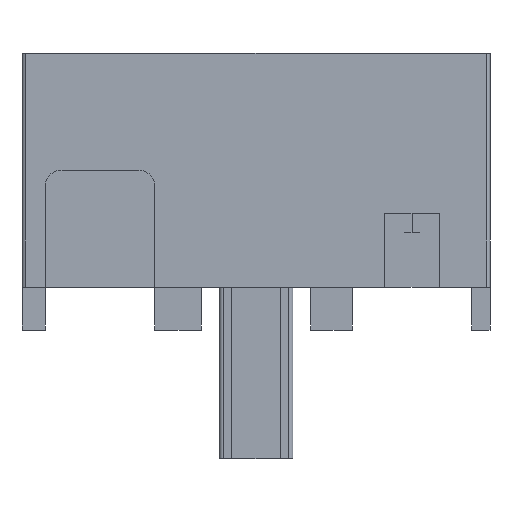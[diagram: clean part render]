
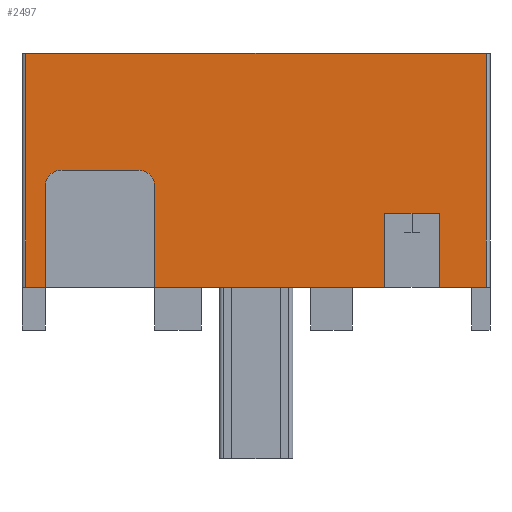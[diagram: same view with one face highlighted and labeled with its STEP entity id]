
A CAD part, front view. The second image highlights one B-rep face of the part: STEP entity #2497.
In plain terms, the highlighted planar face has unit normal (0, -1, 0).
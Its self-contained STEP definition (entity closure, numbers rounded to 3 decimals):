
#53=PLANE('',#2665);
#167=FACE_OUTER_BOUND('',#305,.T.);
#305=EDGE_LOOP('',(#1860,#1861,#1862,#1863,#1864,#1865,#1866,#1867,#1868,
#1869,#1870,#1871,#1872,#1873));
#431=LINE('',#3526,#744);
#441=LINE('',#3550,#754);
#443=LINE('',#3556,#756);
#463=LINE('',#3603,#776);
#467=LINE('',#3610,#780);
#479=LINE('',#3640,#792);
#489=LINE('',#3665,#802);
#508=LINE('',#3702,#821);
#513=LINE('',#3711,#826);
#515=LINE('',#3714,#828);
#527=LINE('',#3737,#840);
#528=LINE('',#3738,#841);
#744=VECTOR('',#2832,10.);
#754=VECTOR('',#2850,10.);
#756=VECTOR('',#2854,1000.);
#776=VECTOR('',#2884,1000.);
#780=VECTOR('',#2888,1000.);
#792=VECTOR('',#2912,10.);
#802=VECTOR('',#2936,10.);
#821=VECTOR('',#2963,1000.);
#826=VECTOR('',#2970,10.);
#828=VECTOR('',#2974,1000.);
#840=VECTOR('',#2994,10.);
#841=VECTOR('',#2995,10.);
#1054=CIRCLE('',#2631,2.);
#1056=CIRCLE('',#2635,2.);
#1109=VERTEX_POINT('',#3516);
#1110=VERTEX_POINT('',#3518);
#1112=VERTEX_POINT('',#3524);
#1114=VERTEX_POINT('',#3530);
#1122=VERTEX_POINT('',#3548);
#1124=VERTEX_POINT('',#3553);
#1125=VERTEX_POINT('',#3555);
#1146=VERTEX_POINT('',#3600);
#1147=VERTEX_POINT('',#3602);
#1150=VERTEX_POINT('',#3608);
#1162=VERTEX_POINT('',#3639);
#1170=VERTEX_POINT('',#3663);
#1184=VERTEX_POINT('',#3700);
#1186=VERTEX_POINT('',#3706);
#1349=EDGE_CURVE('',#1109,#1110,#1054,.T.);
#1353=EDGE_CURVE('',#1109,#1112,#431,.T.);
#1356=EDGE_CURVE('',#1114,#1112,#1056,.T.);
#1365=EDGE_CURVE('',#1114,#1122,#441,.T.);
#1367=EDGE_CURVE('',#1124,#1125,#443,.T.);
#1391=EDGE_CURVE('',#1146,#1147,#463,.T.);
#1395=EDGE_CURVE('',#1150,#1122,#467,.T.);
#1410=EDGE_CURVE('',#1125,#1162,#479,.T.);
#1423=EDGE_CURVE('',#1170,#1146,#489,.T.);
#1442=EDGE_CURVE('',#1184,#1150,#508,.T.);
#1447=EDGE_CURVE('',#1186,#1147,#513,.T.);
#1449=EDGE_CURVE('',#1186,#1184,#515,.T.);
#1461=EDGE_CURVE('',#1162,#1170,#527,.T.);
#1462=EDGE_CURVE('',#1124,#1110,#528,.T.);
#1860=ORIENTED_EDGE('',*,*,#1365,.T.);
#1861=ORIENTED_EDGE('',*,*,#1395,.F.);
#1862=ORIENTED_EDGE('',*,*,#1442,.F.);
#1863=ORIENTED_EDGE('',*,*,#1449,.F.);
#1864=ORIENTED_EDGE('',*,*,#1447,.T.);
#1865=ORIENTED_EDGE('',*,*,#1391,.F.);
#1866=ORIENTED_EDGE('',*,*,#1423,.F.);
#1867=ORIENTED_EDGE('',*,*,#1461,.F.);
#1868=ORIENTED_EDGE('',*,*,#1410,.F.);
#1869=ORIENTED_EDGE('',*,*,#1367,.F.);
#1870=ORIENTED_EDGE('',*,*,#1462,.T.);
#1871=ORIENTED_EDGE('',*,*,#1349,.F.);
#1872=ORIENTED_EDGE('',*,*,#1353,.T.);
#1873=ORIENTED_EDGE('',*,*,#1356,.F.);
#2497=ADVANCED_FACE('',(#167),#53,.T.);
#2631=AXIS2_PLACEMENT_3D('',#3519,#2825,#2826);
#2635=AXIS2_PLACEMENT_3D('',#3532,#2838,#2839);
#2665=AXIS2_PLACEMENT_3D('',#3736,#2992,#2993);
#2825=DIRECTION('center_axis',(0.,-1.,0.));
#2826=DIRECTION('ref_axis',(-0.707,0.,0.707));
#2832=DIRECTION('',(1.,0.,0.));
#2838=DIRECTION('center_axis',(0.,-1.,0.));
#2839=DIRECTION('ref_axis',(0.707,0.,0.707));
#2850=DIRECTION('',(0.,0.,-1.));
#2854=DIRECTION('',(-1.,0.,0.));
#2884=DIRECTION('',(-1.,0.,0.));
#2888=DIRECTION('',(-1.,0.,0.));
#2912=DIRECTION('',(0.,0.,1.));
#2936=DIRECTION('',(0.,0.,-1.));
#2963=DIRECTION('',(0.,0.,-1.));
#2970=DIRECTION('',(0.,0.,-1.));
#2974=DIRECTION('',(-1.,0.,0.));
#2992=DIRECTION('center_axis',(0.,-1.,0.));
#2993=DIRECTION('ref_axis',(0.,0.,-1.));
#2994=DIRECTION('',(1.,0.,0.));
#2995=DIRECTION('',(0.,0.,1.));
#3516=CARTESIAN_POINT('',(-45.,-10.,-10.));
#3518=CARTESIAN_POINT('',(-47.,-10.,-12.));
#3519=CARTESIAN_POINT('Origin',(-45.,-10.,-12.));
#3524=CARTESIAN_POINT('',(-35.,-10.,-10.));
#3526=CARTESIAN_POINT('',(-19.3,-10.,-10.));
#3530=CARTESIAN_POINT('',(-33.,-10.,-12.));
#3532=CARTESIAN_POINT('Origin',(-35.,-10.,-12.));
#3548=CARTESIAN_POINT('',(-33.,-10.,-25.));
#3550=CARTESIAN_POINT('',(-33.,-10.,-24.));
#3553=CARTESIAN_POINT('',(-47.,-10.,-25.));
#3555=CARTESIAN_POINT('',(-49.5,-10.,-25.));
#3556=CARTESIAN_POINT('',(-10.,-10.,-25.));
#3600=CARTESIAN_POINT('',(9.5,-10.,-25.));
#3602=CARTESIAN_POINT('',(3.5,-10.,-25.));
#3603=CARTESIAN_POINT('',(1.4,-10.,-25.));
#3608=CARTESIAN_POINT('',(-3.5,-10.,-25.));
#3610=CARTESIAN_POINT('',(-10.,-10.,-25.));
#3639=CARTESIAN_POINT('',(-49.5,-10.,5.));
#3640=CARTESIAN_POINT('',(-49.5,-10.,-9.));
#3663=CARTESIAN_POINT('',(9.5,-10.,5.));
#3665=CARTESIAN_POINT('',(9.5,-10.,-23.));
#3700=CARTESIAN_POINT('',(-3.5,-10.,-15.5));
#3702=CARTESIAN_POINT('',(-3.5,-10.,-15.5));
#3706=CARTESIAN_POINT('',(3.5,-10.,-15.5));
#3711=CARTESIAN_POINT('',(3.5,-10.,-23.));
#3714=CARTESIAN_POINT('',(-3.5,-10.,-15.5));
#3736=CARTESIAN_POINT('Origin',(1.4,-10.,-23.));
#3737=CARTESIAN_POINT('',(-30.,-10.,5.));
#3738=CARTESIAN_POINT('',(-47.,-10.,-24.));
